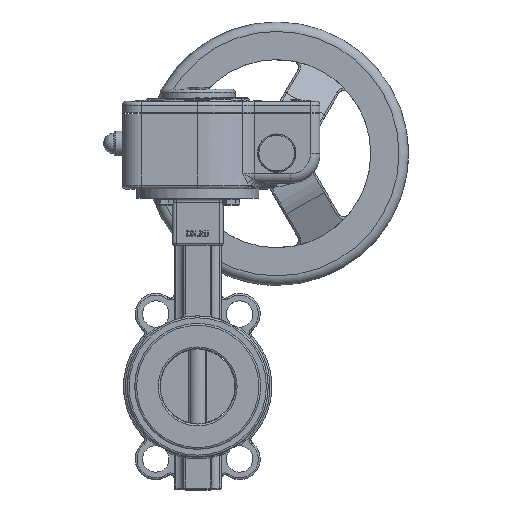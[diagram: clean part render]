
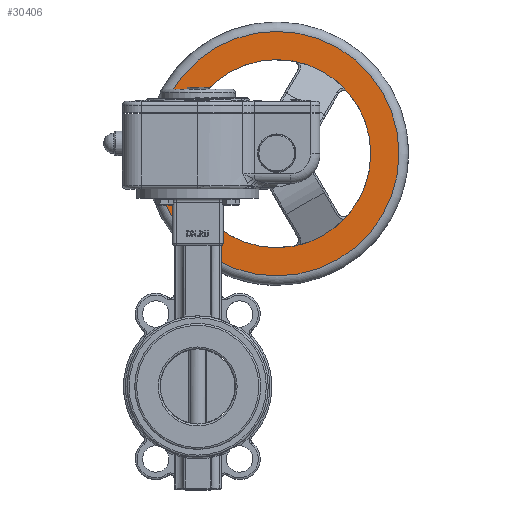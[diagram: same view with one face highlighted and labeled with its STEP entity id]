
A CAD part, top view. The second image highlights one B-rep face of the part: STEP entity #30406.
In plain terms, the highlighted face is planar.
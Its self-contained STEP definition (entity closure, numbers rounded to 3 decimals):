
#229=FACE_BOUND('',#4813,.T.);
#2002=PLANE('',#32995);
#2901=FACE_OUTER_BOUND('',#4812,.T.);
#4812=EDGE_LOOP('',(#21362));
#4813=EDGE_LOOP('',(#21363));
#10178=CIRCLE('',#32497,50.);
#10449=CIRCLE('',#32994,65.);
#12012=VERTEX_POINT('',#46747);
#12519=VERTEX_POINT('',#53134);
#14913=EDGE_CURVE('',#12012,#12012,#10178,.T.);
#15676=EDGE_CURVE('',#12519,#12519,#10449,.T.);
#21362=ORIENTED_EDGE('',*,*,#15676,.F.);
#21363=ORIENTED_EDGE('',*,*,#14913,.T.);
#30406=ADVANCED_FACE('',(#2901,#229),#2002,.T.);
#32497=AXIS2_PLACEMENT_3D('',#46748,#36503,#36504);
#32994=AXIS2_PLACEMENT_3D('',#53136,#37764,#37765);
#32995=AXIS2_PLACEMENT_3D('',#53137,#37766,#37767);
#36503=DIRECTION('center_axis',(0.,0.,1.));
#36504=DIRECTION('ref_axis',(1.,0.,0.));
#37764=DIRECTION('center_axis',(0.,0.,1.));
#37765=DIRECTION('ref_axis',(0.,1.,0.));
#37766=DIRECTION('center_axis',(0.,0.,-1.));
#37767=DIRECTION('ref_axis',(-1.,0.,0.));
#46747=CARTESIAN_POINT('',(0.,50.,17.841));
#46748=CARTESIAN_POINT('Origin',(0.,0.,17.841));
#53134=CARTESIAN_POINT('',(-65.,0.,17.841));
#53136=CARTESIAN_POINT('Origin',(0.,0.,17.841));
#53137=CARTESIAN_POINT('Origin',(0.,-70.,17.841));
